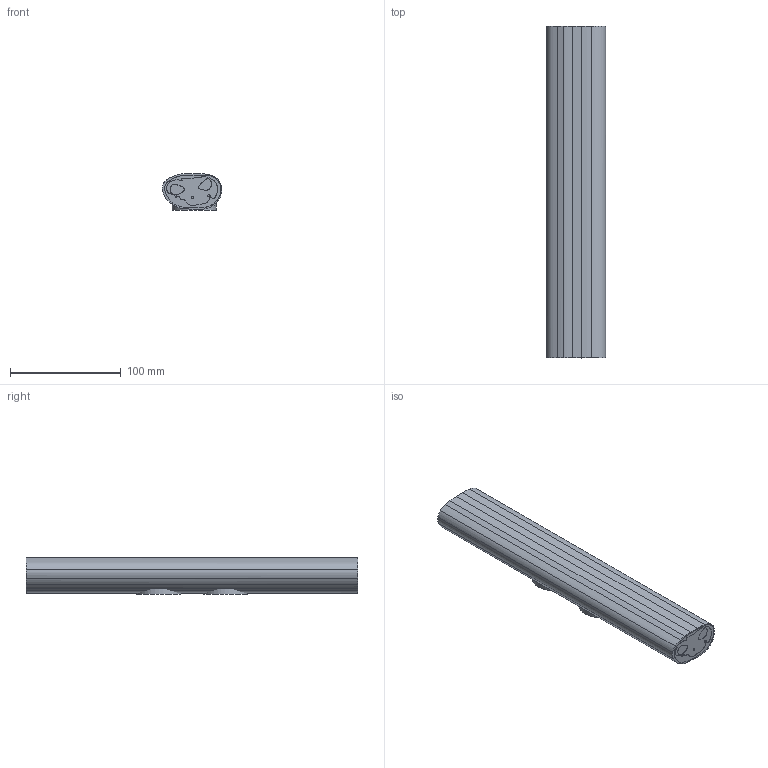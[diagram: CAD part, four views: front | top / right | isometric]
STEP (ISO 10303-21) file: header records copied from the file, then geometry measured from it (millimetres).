
FILE_DESCRIPTION(/* description */ (''),/* implementation_level */ '2;1');
FILE_NAME(/* name */ 'P7.step',/* time_stamp */ '2023-04-01T21:08:06+01:00',/* author */ (''),/* organization */ (''),/* preprocessor_version */ 'ST-DEVELOPER v19.2',/* originating_system */ 'Autodesk Translation Framework v11.17.0.187',/* authorisation */ '');
FILE_SCHEMA (('AUTOMOTIVE_DESIGN { 1 0 10303 214 3 1 1 }'));
Length unit declared in the file: millimetre
Products named in the file (1): P7
Bounding box: 53.6 x 300 x 33.02 mm (x, y, z)
Volume: 450300 mm3; surface area: 254580.1 mm2
Topology: 10 solids, 10 shells, 161 faces, 423 edges, 282 vertices
Faces by surface type: bspline 139, plane 20, cylinder 2
Full cylindrical faces by diameter (mm): 40 x2
Entity records: 5394 total; most frequent: CARTESIAN_POINT 2674, ORIENTED_EDGE 846, EDGE_CURVE 423, VERTEX_POINT 282, DIRECTION 223, EDGE_LOOP 173, FACE_OUTER_BOUND 161, ADVANCED_FACE 161
